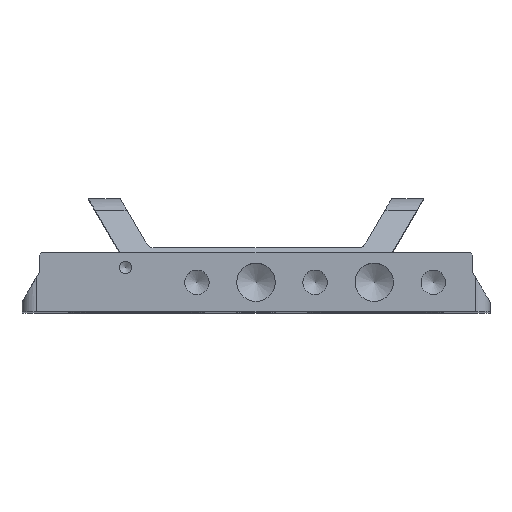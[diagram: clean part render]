
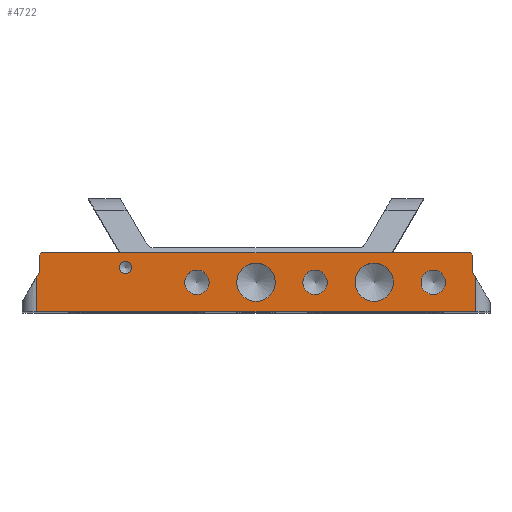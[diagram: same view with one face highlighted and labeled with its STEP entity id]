
A CAD part, top view. The second image highlights one B-rep face of the part: STEP entity #4722.
In plain terms, the highlighted planar face has unit normal (0, 0, 1).
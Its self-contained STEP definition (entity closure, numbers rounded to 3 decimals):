
#99=FACE_BOUND('',#1072,.T.);
#100=FACE_BOUND('',#1073,.T.);
#101=FACE_BOUND('',#1074,.T.);
#102=FACE_BOUND('',#1075,.T.);
#103=FACE_BOUND('',#1076,.T.);
#104=FACE_BOUND('',#1077,.T.);
#327=CIRCLE('',#5044,1.23);
#334=CIRCLE('',#5063,2.489);
#336=CIRCLE('',#5067,2.489);
#338=CIRCLE('',#5071,2.489);
#340=CIRCLE('',#5075,3.899);
#342=CIRCLE('',#5079,3.899);
#717=FACE_OUTER_BOUND('',#1071,.T.);
#1071=EDGE_LOOP('',(#4218,#4219,#4220,#4221,#4222,#4223,#4224,#4225,#4226,
#4227));
#1072=EDGE_LOOP('',(#4228));
#1073=EDGE_LOOP('',(#4229));
#1074=EDGE_LOOP('',(#4230));
#1075=EDGE_LOOP('',(#4231));
#1076=EDGE_LOOP('',(#4232));
#1077=EDGE_LOOP('',(#4233));
#1111=LINE('',#6739,#1543);
#1384=LINE('',#7518,#1816);
#1393=LINE('',#7538,#1825);
#1421=LINE('',#7611,#1853);
#1493=LINE('',#7939,#1925);
#1495=LINE('',#7943,#1927);
#1497=LINE('',#7948,#1929);
#1500=LINE('',#7965,#1932);
#1503=LINE('',#7972,#1935);
#1505=LINE('',#7975,#1937);
#1543=VECTOR('',#5304,10.);
#1816=VECTOR('',#6081,10.);
#1825=VECTOR('',#6096,10.);
#1853=VECTOR('',#6152,10.);
#1925=VECTOR('',#6568,10.);
#1927=VECTOR('',#6574,10.);
#1929=VECTOR('',#6580,10.);
#1932=VECTOR('',#6607,10.);
#1935=VECTOR('',#6616,10.);
#1937=VECTOR('',#6620,10.);
#1975=VERTEX_POINT('',#6736);
#1976=VERTEX_POINT('',#6738);
#2229=VERTEX_POINT('',#7516);
#2230=VERTEX_POINT('',#7517);
#2238=VERTEX_POINT('',#7537);
#2269=VERTEX_POINT('',#7610);
#2278=VERTEX_POINT('',#7637);
#2285=VERTEX_POINT('',#7663);
#2287=VERTEX_POINT('',#7669);
#2289=VERTEX_POINT('',#7675);
#2291=VERTEX_POINT('',#7681);
#2293=VERTEX_POINT('',#7687);
#2352=VERTEX_POINT('',#7936);
#2353=VERTEX_POINT('',#7938);
#2354=VERTEX_POINT('',#7947);
#2356=VERTEX_POINT('',#7964);
#2398=EDGE_CURVE('',#1976,#1975,#1111,.T.);
#2787=EDGE_CURVE('',#2229,#2230,#1384,.T.);
#2797=EDGE_CURVE('',#2238,#2230,#1393,.T.);
#2834=EDGE_CURVE('',#2238,#2269,#1421,.T.);
#2845=EDGE_CURVE('',#2278,#2278,#327,.T.);
#2852=EDGE_CURVE('',#2285,#2285,#334,.T.);
#2854=EDGE_CURVE('',#2287,#2287,#336,.T.);
#2856=EDGE_CURVE('',#2289,#2289,#338,.T.);
#2858=EDGE_CURVE('',#2291,#2291,#340,.T.);
#2860=EDGE_CURVE('',#2293,#2293,#342,.T.);
#2977=EDGE_CURVE('',#2353,#2352,#1493,.T.);
#2979=EDGE_CURVE('',#2229,#2353,#1495,.T.);
#2981=EDGE_CURVE('',#2354,#2269,#1497,.T.);
#2985=EDGE_CURVE('',#2356,#2354,#1500,.T.);
#2989=EDGE_CURVE('',#1976,#2352,#1503,.T.);
#2991=EDGE_CURVE('',#2356,#1975,#1505,.T.);
#4218=ORIENTED_EDGE('',*,*,#2787,.F.);
#4219=ORIENTED_EDGE('',*,*,#2979,.T.);
#4220=ORIENTED_EDGE('',*,*,#2977,.T.);
#4221=ORIENTED_EDGE('',*,*,#2989,.F.);
#4222=ORIENTED_EDGE('',*,*,#2398,.T.);
#4223=ORIENTED_EDGE('',*,*,#2991,.F.);
#4224=ORIENTED_EDGE('',*,*,#2985,.T.);
#4225=ORIENTED_EDGE('',*,*,#2981,.T.);
#4226=ORIENTED_EDGE('',*,*,#2834,.F.);
#4227=ORIENTED_EDGE('',*,*,#2797,.T.);
#4228=ORIENTED_EDGE('',*,*,#2845,.T.);
#4229=ORIENTED_EDGE('',*,*,#2852,.T.);
#4230=ORIENTED_EDGE('',*,*,#2854,.T.);
#4231=ORIENTED_EDGE('',*,*,#2856,.T.);
#4232=ORIENTED_EDGE('',*,*,#2858,.T.);
#4233=ORIENTED_EDGE('',*,*,#2860,.T.);
#4441=PLANE('',#5224);
#4722=ADVANCED_FACE('',(#717,#99,#100,#101,#102,#103,#104),#4441,.T.);
#5044=AXIS2_PLACEMENT_3D('',#7638,#6181,#6182);
#5063=AXIS2_PLACEMENT_3D('',#7664,#6219,#6220);
#5067=AXIS2_PLACEMENT_3D('',#7670,#6227,#6228);
#5071=AXIS2_PLACEMENT_3D('',#7676,#6235,#6236);
#5075=AXIS2_PLACEMENT_3D('',#7682,#6243,#6244);
#5079=AXIS2_PLACEMENT_3D('',#7688,#6251,#6252);
#5224=AXIS2_PLACEMENT_3D('',#7974,#6618,#6619);
#5304=DIRECTION('',(1.,0.,0.));
#6081=DIRECTION('',(0.707,0.707,0.));
#6096=DIRECTION('',(-1.,0.,0.));
#6152=DIRECTION('',(0.707,-0.707,0.));
#6181=DIRECTION('center_axis',(0.,0.,-1.));
#6182=DIRECTION('ref_axis',(1.,0.,0.));
#6219=DIRECTION('center_axis',(0.,0.,-1.));
#6220=DIRECTION('ref_axis',(1.,0.,0.));
#6227=DIRECTION('center_axis',(0.,0.,-1.));
#6228=DIRECTION('ref_axis',(1.,0.,0.));
#6235=DIRECTION('center_axis',(0.,0.,-1.));
#6236=DIRECTION('ref_axis',(1.,0.,0.));
#6243=DIRECTION('center_axis',(0.,0.,-1.));
#6244=DIRECTION('ref_axis',(1.,0.,0.));
#6251=DIRECTION('center_axis',(0.,0.,-1.));
#6252=DIRECTION('ref_axis',(1.,0.,0.));
#6568=DIRECTION('',(-0.504,-0.864,0.));
#6574=DIRECTION('',(0.,-1.,0.));
#6580=DIRECTION('',(0.,1.,0.));
#6607=DIRECTION('',(-0.504,0.864,0.));
#6616=DIRECTION('',(0.,1.,0.));
#6618=DIRECTION('center_axis',(0.,0.,1.));
#6619=DIRECTION('ref_axis',(1.,0.,0.));
#6620=DIRECTION('',(0.,-1.,0.));
#6736=CARTESIAN_POINT('',(44.5,-6.,76.2));
#6738=CARTESIAN_POINT('',(-44.5,-6.,76.2));
#6739=CARTESIAN_POINT('',(47.5,-6.,76.2));
#7516=CARTESIAN_POINT('',(-44.,5.5,76.2));
#7517=CARTESIAN_POINT('',(-43.5,6.,76.2));
#7518=CARTESIAN_POINT('',(-34.25,15.25,76.2));
#7537=CARTESIAN_POINT('',(43.5,6.,76.2));
#7538=CARTESIAN_POINT('',(-47.5,6.,76.2));
#7610=CARTESIAN_POINT('',(44.,5.5,76.2));
#7611=CARTESIAN_POINT('',(34.25,15.25,76.2));
#7637=CARTESIAN_POINT('',(-25.271,3.,76.2));
#7638=CARTESIAN_POINT('Origin',(-26.5,3.,76.2));
#7663=CARTESIAN_POINT('',(38.489,0.,76.2));
#7664=CARTESIAN_POINT('Origin',(36.,0.,76.2));
#7669=CARTESIAN_POINT('',(14.489,0.,76.2));
#7670=CARTESIAN_POINT('Origin',(12.,0.,76.2));
#7675=CARTESIAN_POINT('',(-9.511,0.,76.2));
#7676=CARTESIAN_POINT('Origin',(-12.,0.,76.2));
#7681=CARTESIAN_POINT('',(3.899,0.,76.2));
#7682=CARTESIAN_POINT('Origin',(0.,0.,76.2));
#7687=CARTESIAN_POINT('',(27.899,0.,76.2));
#7688=CARTESIAN_POINT('Origin',(24.,0.,76.2));
#7936=CARTESIAN_POINT('',(-44.5,1.143,76.2));
#7938=CARTESIAN_POINT('',(-44.,2.,76.2));
#7939=CARTESIAN_POINT('',(-38.85,10.829,76.2));
#7943=CARTESIAN_POINT('',(-44.,3.,76.2));
#7947=CARTESIAN_POINT('',(44.,2.,76.2));
#7948=CARTESIAN_POINT('',(44.,1.,76.2));
#7964=CARTESIAN_POINT('',(44.5,1.143,76.2));
#7965=CARTESIAN_POINT('',(40.6,7.829,76.2));
#7972=CARTESIAN_POINT('',(-44.5,3.,76.2));
#7974=CARTESIAN_POINT('Origin',(0.,0.,76.2));
#7975=CARTESIAN_POINT('',(44.5,-3.,76.2));
